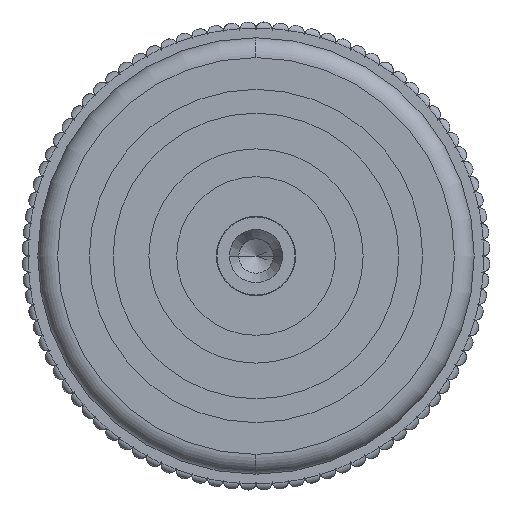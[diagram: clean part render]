
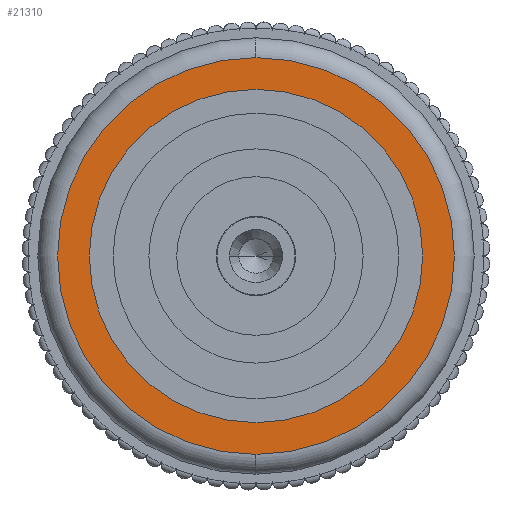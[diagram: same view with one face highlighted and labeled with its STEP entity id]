
A CAD part, left-side view. The second image highlights one B-rep face of the part: STEP entity #21310.
In plain terms, the highlighted planar face has unit normal (-1, 0, 0).
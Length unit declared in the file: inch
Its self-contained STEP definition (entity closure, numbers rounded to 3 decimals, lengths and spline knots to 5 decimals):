
#510 = AXIS2_PLACEMENT_3D ( 'NONE', #1425, #5087, #1555 ) ;
#761 = VERTEX_POINT ( 'NONE', #9914 ) ;
#1197 = VERTEX_POINT ( 'NONE', #5583 ) ;
#1425 = CARTESIAN_POINT ( 'NONE',  ( -0.8, 0., 0. ) ) ;
#1555 = DIRECTION ( 'NONE',  ( 0., 0., 1. ) ) ;
#1718 = DIRECTION ( 'NONE',  ( 1., 0., 0. ) ) ;
#1978 = FACE_BOUND ( 'NONE', #13207, .T. ) ;
#3032 = CIRCLE ( 'NONE', #510, 0.21 ) ;
#3802 = DIRECTION ( 'NONE',  ( 0., 0., -1. ) ) ;
#4638 = CIRCLE ( 'NONE', #17550, 0.21 ) ;
#5042 = CARTESIAN_POINT ( 'NONE',  ( -0.8, 0., 0. ) ) ;
#5087 = DIRECTION ( 'NONE',  ( -1., 0., 0. ) ) ;
#5229 = ORIENTED_EDGE ( 'NONE', *, *, #12011, .F. ) ;
#5583 = CARTESIAN_POINT ( 'NONE',  ( -0.8, 0., -0.25 ) ) ;
#6659 = AXIS2_PLACEMENT_3D ( 'NONE', #15371, #19808, #9754 ) ;
#7030 = EDGE_CURVE ( 'NONE', #761, #20210, #3032, .T. ) ;
#7364 = CARTESIAN_POINT ( 'NONE',  ( -0.8, 0., 0.25 ) ) ;
#9331 = CARTESIAN_POINT ( 'NONE',  ( -0.8, 0., 0. ) ) ;
#9421 = AXIS2_PLACEMENT_3D ( 'NONE', #25353, #1718, #3802 ) ;
#9731 = VERTEX_POINT ( 'NONE', #7364 ) ;
#9754 = DIRECTION ( 'NONE',  ( 0., 0., 1. ) ) ;
#9914 = CARTESIAN_POINT ( 'NONE',  ( -0.8, 0., -0.21 ) ) ;
#10786 = DIRECTION ( 'NONE',  ( -1., 0., 0. ) ) ;
#11052 = EDGE_CURVE ( 'NONE', #9731, #1197, #25840, .T. ) ;
#12011 = EDGE_CURVE ( 'NONE', #20210, #761, #4638, .T. ) ;
#12853 = DIRECTION ( 'NONE',  ( -1., 0., 0. ) ) ;
#13207 = EDGE_LOOP ( 'NONE', ( #5229, #22454 ) ) ;
#14109 = AXIS2_PLACEMENT_3D ( 'NONE', #9331, #12853, #18855 ) ;
#14566 = DIRECTION ( 'NONE',  ( 0., 0., 1. ) ) ;
#14956 = ORIENTED_EDGE ( 'NONE', *, *, #19722, .T. ) ;
#15371 = CARTESIAN_POINT ( 'NONE',  ( -0.8, 0., 0. ) ) ;
#16704 = ORIENTED_EDGE ( 'NONE', *, *, #11052, .T. ) ;
#16996 = CARTESIAN_POINT ( 'NONE',  ( -0.8, 0., 0.21 ) ) ;
#17550 = AXIS2_PLACEMENT_3D ( 'NONE', #5042, #10786, #14566 ) ;
#17646 = FACE_OUTER_BOUND ( 'NONE', #20208, .T. ) ;
#18855 = DIRECTION ( 'NONE',  ( 0., 0., 1. ) ) ;
#19090 = CIRCLE ( 'NONE', #14109, 0.25 ) ;
#19722 = EDGE_CURVE ( 'NONE', #1197, #9731, #19090, .T. ) ;
#19808 = DIRECTION ( 'NONE',  ( -1., 0., 0. ) ) ;
#20208 = EDGE_LOOP ( 'NONE', ( #16704, #14956 ) ) ;
#20210 = VERTEX_POINT ( 'NONE', #16996 ) ;
#21310 = ADVANCED_FACE ( 'NONE', ( #1978, #17646 ), #23534, .F. ) ;
#22454 = ORIENTED_EDGE ( 'NONE', *, *, #7030, .F. ) ;
#23534 = PLANE ( 'NONE',  #9421 ) ;
#25353 = CARTESIAN_POINT ( 'NONE',  ( -0.8, 0.25, 0. ) ) ;
#25840 = CIRCLE ( 'NONE', #6659, 0.25 ) ;
